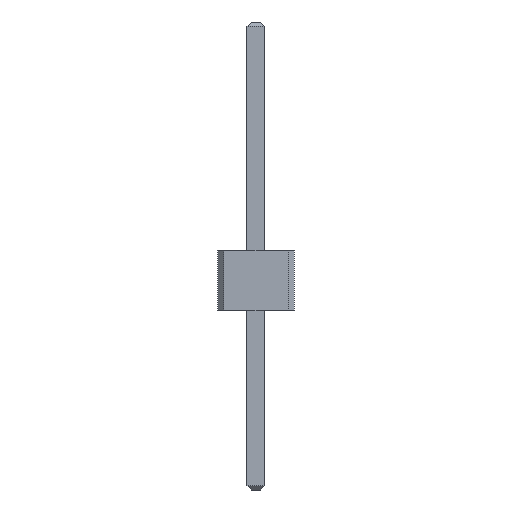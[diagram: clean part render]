
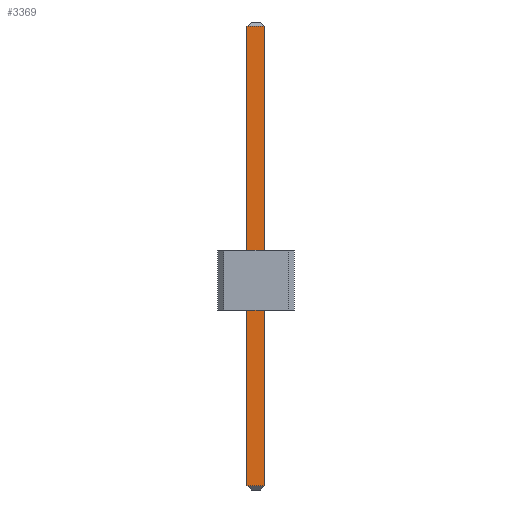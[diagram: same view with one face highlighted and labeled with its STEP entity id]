
A CAD part, front view. The second image highlights one B-rep face of the part: STEP entity #3369.
In plain terms, the highlighted planar face has unit normal (0, -1, 0).
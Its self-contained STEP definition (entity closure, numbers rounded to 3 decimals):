
#13=DIRECTION('',(0.,0.,1.));
#27=VECTOR('',#13,1.);
#67=DIRECTION('',(1.,0.,0.));
#1580=VECTOR('',#67,1.);
#1591=DIRECTION('',(0.,1.,0.));
#3346=EDGE_CURVE('',#3347,#3349,#3351,.T.);
#3347=VERTEX_POINT('',#3348);
#3348=CARTESIAN_POINT('',(-0.15,-26.15,-2.925));
#3349=VERTEX_POINT('',#3350);
#3350=CARTESIAN_POINT('',(-0.15,-26.15,4.725));
#3351=LINE('',#3352,#27);
#3352=CARTESIAN_POINT('',(-0.15,-26.15,-3.));
#3369=ADVANCED_FACE('',(#3370),#3387,.F.);
#3370=FACE_BOUND('',#3371,.F.);
#3371=EDGE_LOOP('',(#3372,#3380,#3383,#3384));
#3372=ORIENTED_EDGE('',*,*,#3373,.F.);
#3373=EDGE_CURVE('',#3374,#3376,#3378,.T.);
#3374=VERTEX_POINT('',#3375);
#3375=CARTESIAN_POINT('',(0.15,-26.15,-2.925));
#3376=VERTEX_POINT('',#3377);
#3377=CARTESIAN_POINT('',(0.15,-26.15,4.725));
#3378=LINE('',#3379,#27);
#3379=CARTESIAN_POINT('',(0.15,-26.15,-3.));
#3380=ORIENTED_EDGE('',*,*,#3381,.F.);
#3381=EDGE_CURVE('',#3347,#3374,#3382,.T.);
#3382=LINE('',#3348,#1580);
#3383=ORIENTED_EDGE('',*,*,#3346,.T.);
#3384=ORIENTED_EDGE('',*,*,#3385,.T.);
#3385=EDGE_CURVE('',#3349,#3376,#3386,.T.);
#3386=LINE('',#3350,#1580);
#3387=PLANE('',#3388);
#3388=AXIS2_PLACEMENT_3D('',#3352,#1591,#13);
